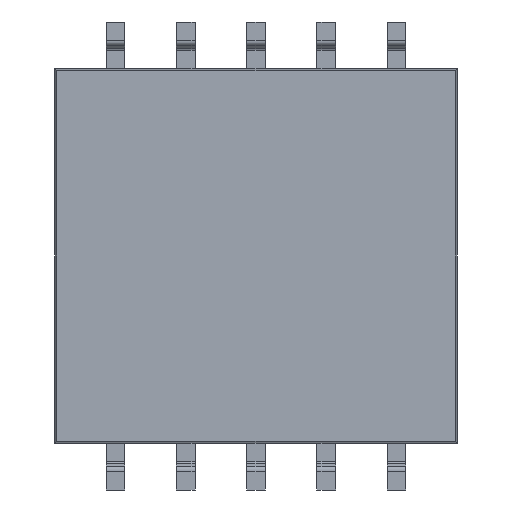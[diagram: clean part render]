
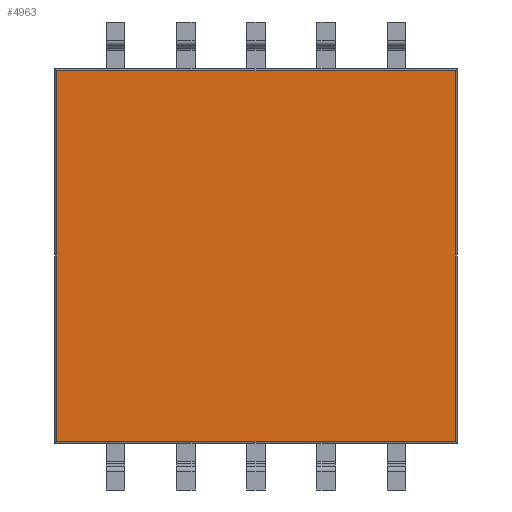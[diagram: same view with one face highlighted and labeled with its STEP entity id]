
A CAD part, front view. The second image highlights one B-rep face of the part: STEP entity #4963.
In plain terms, the highlighted planar face has unit normal (0, -1, 0).
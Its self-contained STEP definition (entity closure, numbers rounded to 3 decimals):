
#4924 = CARTESIAN_POINT ( 'NONE',  ( 10.635, 0.05, -9.885 ) ) ;
#4925 = VERTEX_POINT ( 'NONE', #4924 ) ;
#4926 = CARTESIAN_POINT ( 'NONE',  ( 10.635, 0.05, 9.885 ) ) ;
#4927 = VERTEX_POINT ( 'NONE', #4926 ) ;
#4928 = CARTESIAN_POINT ( 'NONE',  ( 10.635, 0.05, 0. ) ) ;
#4929 = DIRECTION ( 'NONE',  ( 0., 0., 1. ) ) ;
#4930 = VECTOR ( 'NONE', #4929, 1000. ) ;
#4931 = LINE ( 'NONE', #4928, #4930 ) ;
#4932 = EDGE_CURVE ( 'NONE', #4925, #4927, #4931, .T. ) ;
#4933 = ORIENTED_EDGE ( 'NONE', *, *, #4932, .T. ) ;
#4934 = CARTESIAN_POINT ( 'NONE',  ( -10.635, 0.05, 9.885 ) ) ;
#4935 = VERTEX_POINT ( 'NONE', #4934 ) ;
#4936 = CARTESIAN_POINT ( 'NONE',  ( 0., 0.05, 9.885 ) ) ;
#4937 = DIRECTION ( 'NONE',  ( -1., 0., 0. ) ) ;
#4938 = VECTOR ( 'NONE', #4937, 1000. ) ;
#4939 = LINE ( 'NONE', #4936, #4938 ) ;
#4940 = EDGE_CURVE ( 'NONE', #4927, #4935, #4939, .T. ) ;
#4941 = ORIENTED_EDGE ( 'NONE', *, *, #4940, .T. ) ;
#4942 = CARTESIAN_POINT ( 'NONE',  ( -10.635, 0.05, -9.885 ) ) ;
#4943 = VERTEX_POINT ( 'NONE', #4942 ) ;
#4944 = CARTESIAN_POINT ( 'NONE',  ( -10.635, 0.05, 0. ) ) ;
#4945 = DIRECTION ( 'NONE',  ( 0., 0., -1. ) ) ;
#4946 = VECTOR ( 'NONE', #4945, 1000. ) ;
#4947 = LINE ( 'NONE', #4944, #4946 ) ;
#4948 = EDGE_CURVE ( 'NONE', #4935, #4943, #4947, .T. ) ;
#4949 = ORIENTED_EDGE ( 'NONE', *, *, #4948, .T. ) ;
#4950 = CARTESIAN_POINT ( 'NONE',  ( 0., 0.05, -9.885 ) ) ;
#4951 = DIRECTION ( 'NONE',  ( 1., 0., 0. ) ) ;
#4952 = VECTOR ( 'NONE', #4951, 1000. ) ;
#4953 = LINE ( 'NONE', #4950, #4952 ) ;
#4954 = EDGE_CURVE ( 'NONE', #4943, #4925, #4953, .T. ) ;
#4955 = ORIENTED_EDGE ( 'NONE', *, *, #4954, .T. ) ;
#4956 = EDGE_LOOP ( 'NONE', ( #4933, #4941, #4949, #4955 ) ) ;
#4957 = FACE_OUTER_BOUND ( 'NONE', #4956, .T. ) ;
#4958 = CARTESIAN_POINT ( 'NONE',  ( 0., 0.05, 0. ) ) ;
#4959 = DIRECTION ( 'NONE',  ( 0., 1., 0. ) ) ;
#4960 = DIRECTION ( 'NONE',  ( 0., 0., 1. ) ) ;
#4961 = AXIS2_PLACEMENT_3D ( 'NONE', #4958, #4959, #4960 ) ;
#4962 = PLANE ( 'NONE', #4961 ) ;
#4963 = ADVANCED_FACE ( 'NONE', ( #4957 ), #4962, .F. ) ;
